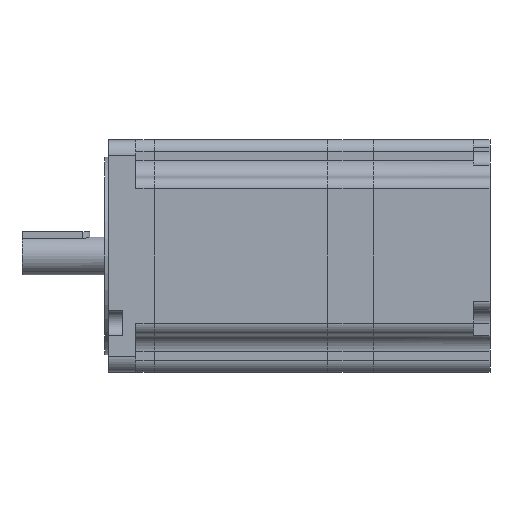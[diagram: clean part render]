
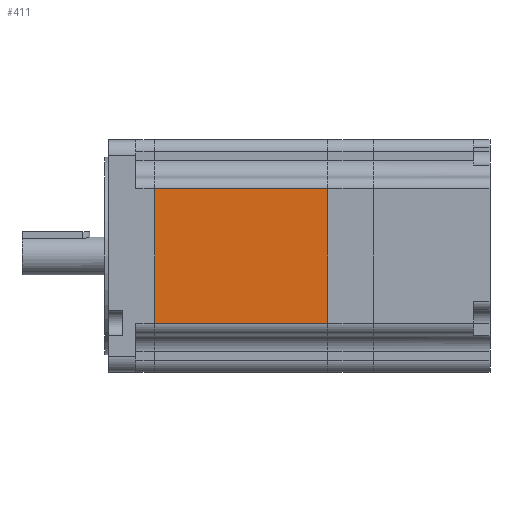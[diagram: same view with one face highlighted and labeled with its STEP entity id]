
A CAD part, left-side view. The second image highlights one B-rep face of the part: STEP entity #411.
In plain terms, the highlighted planar face has unit normal (-1, 0, 0).
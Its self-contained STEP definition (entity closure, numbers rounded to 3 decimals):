
#411 = ADVANCED_FACE ( 'NONE', ( #4285 ), #603, .F. ) ;
#603 = PLANE ( 'NONE',  #5311 ) ;
#891 = EDGE_CURVE ( 'NONE', #3854, #7499, #6891, .T. ) ;
#931 = ORIENTED_EDGE ( 'NONE', *, *, #4227, .F. ) ;
#1020 = CARTESIAN_POINT ( 'NONE',  ( 0., 0., -67.8 ) ) ;
#1202 = DIRECTION ( 'NONE',  ( 0., 0., -1. ) ) ;
#1311 = ORIENTED_EDGE ( 'NONE', *, *, #7598, .T. ) ;
#1395 = ORIENTED_EDGE ( 'NONE', *, *, #5831, .T. ) ;
#1787 = DIRECTION ( 'NONE',  ( 0., 0., 1. ) ) ;
#1988 = LINE ( 'NONE', #4430, #3575 ) ;
#2294 = VERTEX_POINT ( 'NONE', #1020 ) ;
#2407 = VECTOR ( 'NONE', #1787, 1000. ) ;
#3042 = CARTESIAN_POINT ( 'NONE',  ( 0., 64., -18.2 ) ) ;
#3045 = ORIENTED_EDGE ( 'NONE', *, *, #891, .F. ) ;
#3051 = CARTESIAN_POINT ( 'NONE',  ( 0., 64., -67.8 ) ) ;
#3153 = CARTESIAN_POINT ( 'NONE',  ( 0., 0., -18.2 ) ) ;
#3430 = CARTESIAN_POINT ( 'NONE',  ( 0., 0., -67.8 ) ) ;
#3575 = VECTOR ( 'NONE', #5020, 1000. ) ;
#3854 = VERTEX_POINT ( 'NONE', #3042 ) ;
#3879 = DIRECTION ( 'NONE',  ( 0., -1., 0. ) ) ;
#4198 = EDGE_LOOP ( 'NONE', ( #1311, #3045, #931, #1395 ) ) ;
#4227 = EDGE_CURVE ( 'NONE', #7009, #3854, #7095, .T. ) ;
#4238 = DIRECTION ( 'NONE',  ( 1., 0., 0. ) ) ;
#4285 = FACE_OUTER_BOUND ( 'NONE', #4198, .T. ) ;
#4383 = CARTESIAN_POINT ( 'NONE',  ( 0., 64., -18.2 ) ) ;
#4430 = CARTESIAN_POINT ( 'NONE',  ( 0., 64., -67.8 ) ) ;
#4433 = CARTESIAN_POINT ( 'NONE',  ( 0., 64., -67.8 ) ) ;
#5020 = DIRECTION ( 'NONE',  ( 0., -1., 0. ) ) ;
#5177 = DIRECTION ( 'NONE',  ( 0., 0., 1. ) ) ;
#5311 = AXIS2_PLACEMENT_3D ( 'NONE', #3051, #4238, #1202 ) ;
#5494 = VECTOR ( 'NONE', #5177, 1000. ) ;
#5831 = EDGE_CURVE ( 'NONE', #7009, #2294, #1988, .T. ) ;
#6891 = LINE ( 'NONE', #4383, #7492 ) ;
#7009 = VERTEX_POINT ( 'NONE', #4433 ) ;
#7012 = LINE ( 'NONE', #3430, #5494 ) ;
#7095 = LINE ( 'NONE', #7133, #2407 ) ;
#7133 = CARTESIAN_POINT ( 'NONE',  ( 0., 64., -67.8 ) ) ;
#7492 = VECTOR ( 'NONE', #3879, 1000. ) ;
#7499 = VERTEX_POINT ( 'NONE', #3153 ) ;
#7598 = EDGE_CURVE ( 'NONE', #2294, #7499, #7012, .T. ) ;
